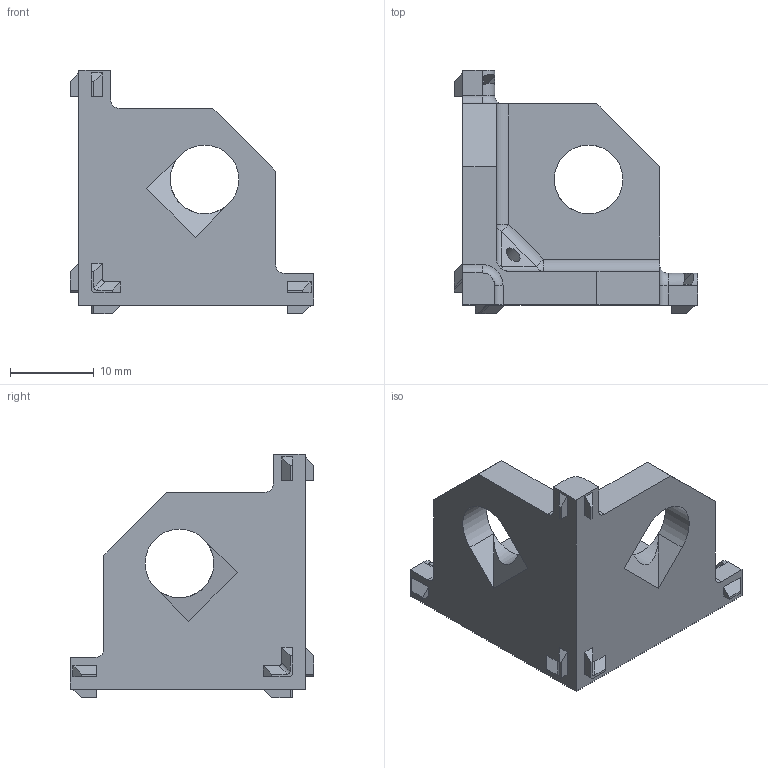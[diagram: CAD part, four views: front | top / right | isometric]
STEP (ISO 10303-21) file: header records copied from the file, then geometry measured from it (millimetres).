
FILE_DESCRIPTION(/* description */ ('GIUNZIONE PROFILI ANGOLARE A 3 VIE S.30'),/* implementation_level */ '2;1');
FILE_NAME(/* name */ 'CGIPR0000013.stp',/* time_stamp */ '2019-06-05T18:42:04+02:00',/* author */ ('fzagni'),/* organization */ (''),/* preprocessor_version */ 'ST-DEVELOPER v17.2',/* originating_system */ 'Autodesk Inventor 2019',/* authorisation */ '');
FILE_SCHEMA (('AUTOMOTIVE_DESIGN { 1 0 10303 214 3 1 1 }'));
Length unit declared in the file: millimetre
Products named in the file (1): CGIPR0000013
Bounding box: 29 x 29 x 29 mm (x, y, z)
Volume: 4869.6 mm3; surface area: 3355.7 mm2
Topology: 7 solids, 7 shells, 144 faces, 353 edges, 233 vertices
Faces by surface type: plane 106, cylinder 31, torus 3, sphere 3, cone 1
Full cylindrical faces by diameter (mm): 2 x1
Entity records: 4251 total; most frequent: CARTESIAN_POINT 728, DIRECTION 718, ORIENTED_EDGE 700, EDGE_CURVE 350, LINE 272, VECTOR 272, VERTEX_POINT 233, AXIS2_PLACEMENT_3D 223
